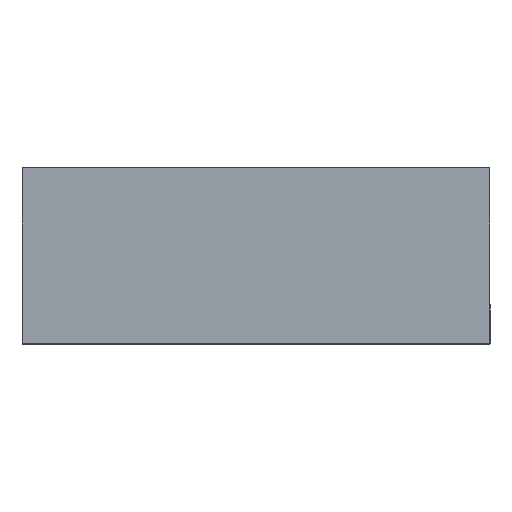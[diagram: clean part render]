
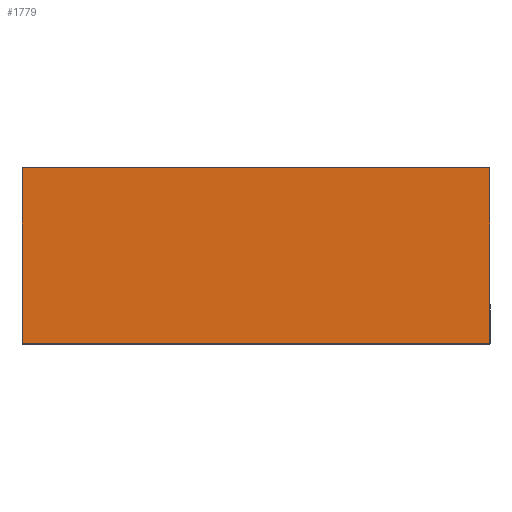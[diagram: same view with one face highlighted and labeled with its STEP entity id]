
A CAD part, top view. The second image highlights one B-rep face of the part: STEP entity #1779.
In plain terms, the highlighted face is planar.
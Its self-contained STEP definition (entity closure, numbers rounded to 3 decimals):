
#38=LINE($,#2459,#272);
#113=LINE($,#2651,#347);
#156=LINE($,#2735,#390);
#158=LINE($,#2739,#392);
#272=VECTOR($,#1991,2.4);
#347=VECTOR($,#2118,2.4);
#390=VECTOR($,#2203,0.9);
#392=VECTOR($,#2209,0.9);
#548=PLANE($,#1912);
#662=FACE_OUTER_BOUND($,#775,.T.);
#775=EDGE_LOOP($,(#1482,#1483,#1484,#1485));
#845=VERTEX_POINT($,#2456);
#846=VERTEX_POINT($,#2458);
#906=VERTEX_POINT($,#2648);
#907=VERTEX_POINT($,#2650);
#1008=EDGE_CURVE($,#846,#845,#38,.T.);
#1087=EDGE_CURVE($,#906,#907,#113,.T.);
#1130=EDGE_CURVE($,#906,#846,#156,.T.);
#1132=EDGE_CURVE($,#907,#845,#158,.T.);
#1482=ORIENTED_EDGE($,*,*,#1008,.T.);
#1483=ORIENTED_EDGE($,*,*,#1132,.F.);
#1484=ORIENTED_EDGE($,*,*,#1087,.F.);
#1485=ORIENTED_EDGE($,*,*,#1130,.T.);
#1779=ADVANCED_FACE($,(#662),#548,.T.);
#1912=AXIS2_PLACEMENT_3D($,#2738,#2207,#2208);
#1991=DIRECTION($,(0.,1.,0.));
#2118=DIRECTION($,(0.,1.,0.));
#2203=DIRECTION($,(0.,0.,1.));
#2207=DIRECTION('center_axis',(-1.,0.,0.));
#2208=DIRECTION('ref_axis',(0.,0.,1.));
#2209=DIRECTION($,(0.,0.,1.));
#2456=CARTESIAN_POINT('',(-3.086,0.121,0.9));
#2458=CARTESIAN_POINT('',(-3.086,-2.279,0.9));
#2459=CARTESIAN_POINT($,(-3.086,-2.279,0.9));
#2648=CARTESIAN_POINT('',(-3.086,-2.279,0.));
#2650=CARTESIAN_POINT('',(-3.086,0.121,0.));
#2651=CARTESIAN_POINT($,(-3.086,-2.279,0.));
#2735=CARTESIAN_POINT($,(-3.086,-2.279,0.));
#2738=CARTESIAN_POINT('Origin',(-3.086,-2.279,0.));
#2739=CARTESIAN_POINT($,(-3.086,0.121,0.));
